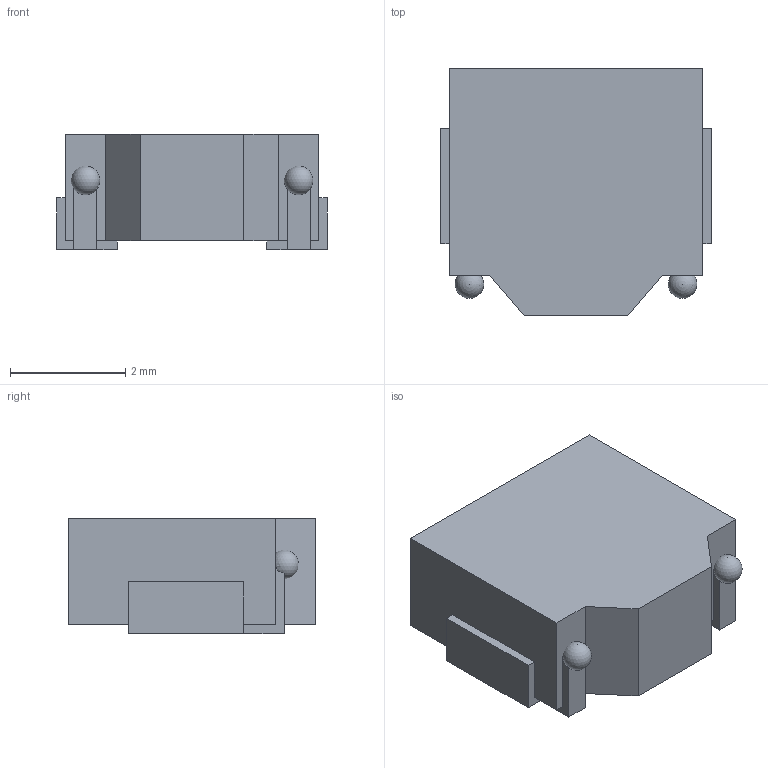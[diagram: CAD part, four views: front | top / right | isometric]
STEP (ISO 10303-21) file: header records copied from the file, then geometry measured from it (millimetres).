
FILE_DESCRIPTION(('FreeCAD Model'),'2;1');
FILE_NAME('spm4020t.step' ,'2019-05-21T22:15:55',('Author'),(''), 'Open CASCADE STEP processor 7.2','FreeCAD','Unknown');
FILE_SCHEMA(('AUTOMOTIVE_DESIGN { 1 0 10303 214 1 1 1 1 }'));
Length unit declared in the file: millimetre
Products named in the file (3): Fusion; Pad1; Pad2
Bounding box: 4.7 x 4.3 x 2 mm (x, y, z)
Volume: 33.8 mm3; surface area: 87.3 mm2
Topology: 3 solids, 3 shells, 38 faces, 104 edges, 68 vertices
Faces by surface type: plane 36, sphere 2
Entity records: 1406 total; most frequent: CARTESIAN_POINT 207, ORIENTED_EDGE 200, DIRECTION 190, EDGE_CURVE 100, LINE 88, VECTOR 88, VERTEX_POINT 68, AXIS2_PLACEMENT_3D 51
